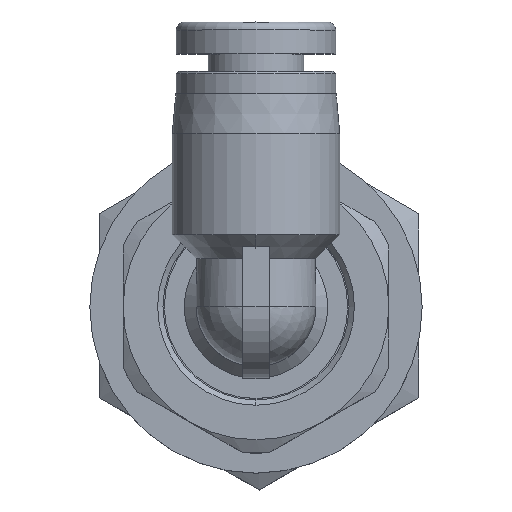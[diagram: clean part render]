
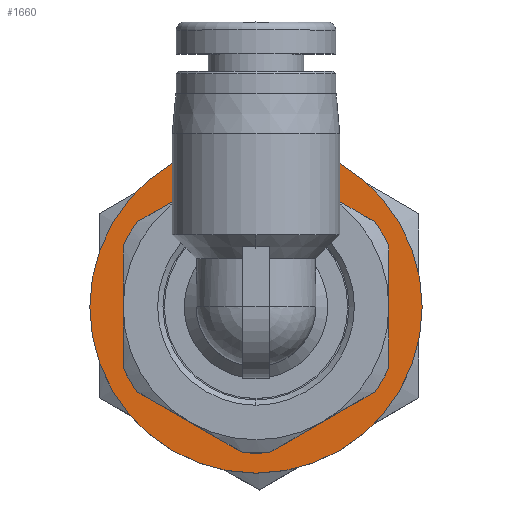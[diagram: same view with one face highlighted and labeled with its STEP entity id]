
A CAD part, top view. The second image highlights one B-rep face of the part: STEP entity #1660.
In plain terms, the highlighted face is planar.
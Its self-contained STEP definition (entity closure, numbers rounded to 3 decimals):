
#1522=CARTESIAN_POINT('',(26.872,16.147,0.0));
#1523=VERTEX_POINT('',#1522);
#1539=CARTESIAN_POINT('',(14.372,16.147,0.0));
#1540=VERTEX_POINT('',#1539);
#1547=CARTESIAN_POINT('',(20.622,16.147,0.0));
#1548=DIRECTION('',(0.0,0.0,1.0));
#1549=DIRECTION('',(1.0,0.0,0.0));
#1550=AXIS2_PLACEMENT_3D('',#1547,#1548,#1549);
#1551=CIRCLE('',#1550,6.25);
#1552=EDGE_CURVE('',#1540,#1523,#1551,.T.);
#1564=CARTESIAN_POINT('',(24.722,16.147,0.0));
#1565=VERTEX_POINT('',#1564);
#1581=CARTESIAN_POINT('',(16.522,16.147,0.0));
#1582=VERTEX_POINT('',#1581);
#1589=CARTESIAN_POINT('',(20.622,16.147,0.0));
#1590=DIRECTION('',(0.0,0.0,1.0));
#1591=DIRECTION('',(1.0,0.0,0.0));
#1592=AXIS2_PLACEMENT_3D('',#1589,#1590,#1591);
#1593=CIRCLE('',#1592,4.1);
#1594=EDGE_CURVE('',#1565,#1582,#1593,.T.);
#1605=CARTESIAN_POINT('',(20.622,16.147,0.0));
#1606=DIRECTION('',(0.0,0.0,1.0));
#1607=DIRECTION('',(1.0,0.0,0.0));
#1608=AXIS2_PLACEMENT_3D('',#1605,#1606,#1607);
#1609=CIRCLE('',#1608,4.1);
#1610=EDGE_CURVE('',#1582,#1565,#1609,.T.);
#1629=CARTESIAN_POINT('',(20.622,16.147,0.0));
#1630=DIRECTION('',(0.0,0.0,1.0));
#1631=DIRECTION('',(1.0,0.0,0.0));
#1632=AXIS2_PLACEMENT_3D('',#1629,#1630,#1631);
#1633=CIRCLE('',#1632,6.25);
#1634=EDGE_CURVE('',#1523,#1540,#1633,.T.);
#1647=CARTESIAN_POINT('',(20.622,16.147,0.0));
#1648=DIRECTION('',(0.0,0.0,1.0));
#1649=DIRECTION('',(1.0,0.0,0.0));
#1650=AXIS2_PLACEMENT_3D('',#1647,#1648,#1649);
#1651=PLANE('',#1650);
#1652=ORIENTED_EDGE('',*,*,#1634,.F.);
#1653=ORIENTED_EDGE('',*,*,#1552,.F.);
#1654=EDGE_LOOP('',(#1652,#1653));
#1655=FACE_OUTER_BOUND('',#1654,.T.);
#1656=ORIENTED_EDGE('',*,*,#1610,.T.);
#1657=ORIENTED_EDGE('',*,*,#1594,.T.);
#1658=EDGE_LOOP('',(#1656,#1657));
#1659=FACE_BOUND('',#1658,.T.);
#1660=ADVANCED_FACE('',(#1655,#1659),#1651,.F.);
